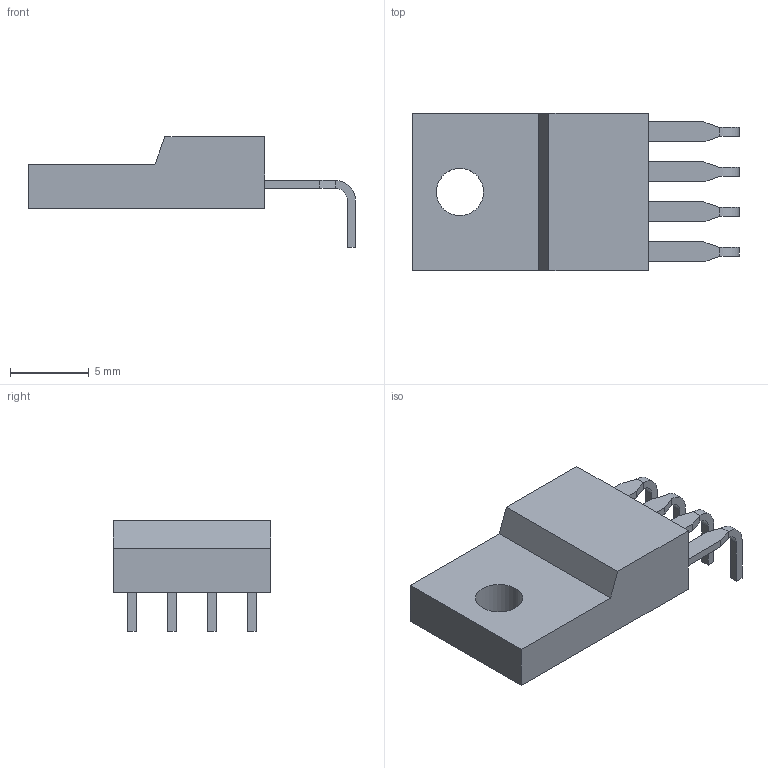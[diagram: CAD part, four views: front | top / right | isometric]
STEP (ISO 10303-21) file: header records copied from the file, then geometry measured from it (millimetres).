
FILE_DESCRIPTION(/* description */ (''),/* implementation_level */ '2;1');
FILE_NAME(/* name */ 'TO-220-4_Horizontal_TabDown.step',/* time_stamp */ '2023-11-30T14:42:25+09:00',/* author */ (''),/* organization */ (''),/* preprocessor_version */ 'ST-DEVELOPER v20',/* originating_system */ 'Autodesk Translation Framework v12.14.0.127',/* authorisation */ '');
FILE_SCHEMA (('AUTOMOTIVE_DESIGN { 1 0 10303 214 3 1 1 }'));
Length unit declared in the file: millimetre
Products named in the file (4): TO-220-4_Horizontal_TabDown; Body; Extrude; Extrude001
Assembly tree (3 placements, depth 2):
  TO-220-4_Horizontal_TabDown
    Body
    Extrude
    Extrude001
Bounding box: 20.75 x 10 x 7.03 mm (x, y, z)
Volume: 532.7 mm3; surface area: 604.2 mm2
Topology: 1 solids, 1 shells, 69 faces, 174 edges, 111 vertices
Faces by surface type: plane 60, cylinder 9
Full cylindrical faces by diameter (mm): 3 x1
Entity records: 2168 total; most frequent: CARTESIAN_POINT 361, ORIENTED_EDGE 348, DIRECTION 344, EDGE_CURVE 174, LINE 156, VECTOR 156, VERTEX_POINT 111, AXIS2_PLACEMENT_3D 94
